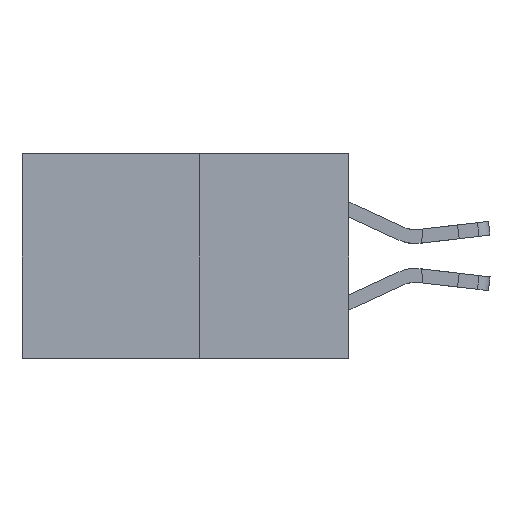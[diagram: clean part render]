
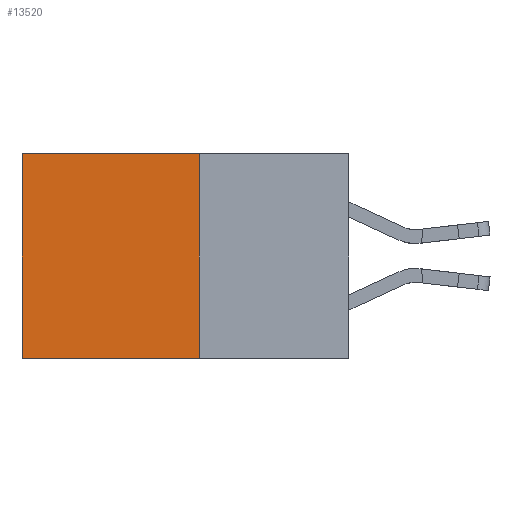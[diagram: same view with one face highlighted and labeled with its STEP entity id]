
A CAD part, left-side view. The second image highlights one B-rep face of the part: STEP entity #13520.
In plain terms, the highlighted planar face has unit normal (-1, 0, 0).
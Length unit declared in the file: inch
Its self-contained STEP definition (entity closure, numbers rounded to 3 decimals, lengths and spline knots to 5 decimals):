
#368 = EDGE_CURVE ( 'NONE', #24847, #4751, #3735, .T. ) ;
#1124 = CARTESIAN_POINT ( 'NONE',  ( 0.277, 0.27, -0.37 ) ) ;
#3125 = VECTOR ( 'NONE', #8179, 39.37008 ) ;
#3735 = LINE ( 'NONE', #26226, #25786 ) ;
#3918 = CARTESIAN_POINT ( 'NONE',  ( 0.277, 0.27, 0. ) ) ;
#3952 = EDGE_CURVE ( 'NONE', #21715, #24847, #21148, .T. ) ;
#4751 = VERTEX_POINT ( 'NONE', #13600 ) ;
#4805 = CARTESIAN_POINT ( 'NONE',  ( 0.277, 0.27, -0.37 ) ) ;
#4934 = CARTESIAN_POINT ( 'NONE',  ( 0.277, 0.59, 0. ) ) ;
#5226 = ORIENTED_EDGE ( 'NONE', *, *, #3952, .F. ) ;
#6847 = CARTESIAN_POINT ( 'NONE',  ( 0.277, 0.59, -0.37 ) ) ;
#6880 = DIRECTION ( 'NONE',  ( 0., 0., -1. ) ) ;
#8179 = DIRECTION ( 'NONE',  ( 0., 1., 0. ) ) ;
#8361 = VECTOR ( 'NONE', #21403, 39.37008 ) ;
#9442 = EDGE_CURVE ( 'NONE', #21715, #20792, #25196, .T. ) ;
#11188 = ORIENTED_EDGE ( 'NONE', *, *, #19251, .T. ) ;
#11731 = DIRECTION ( 'NONE',  ( 1., 0., 0. ) ) ;
#11807 = FACE_OUTER_BOUND ( 'NONE', #17236, .T. ) ;
#13180 = AXIS2_PLACEMENT_3D ( 'NONE', #20011, #11731, #26210 ) ;
#13520 = ADVANCED_FACE ( 'NONE', ( #11807 ), #13755, .F. ) ;
#13600 = CARTESIAN_POINT ( 'NONE',  ( 0.277, 0.59, -0.37 ) ) ;
#13755 = PLANE ( 'NONE',  #13180 ) ;
#14615 = ORIENTED_EDGE ( 'NONE', *, *, #9442, .T. ) ;
#15646 = VECTOR ( 'NONE', #6880, 39.37008 ) ;
#17236 = EDGE_LOOP ( 'NONE', ( #11188, #22727, #5226, #14615 ) ) ;
#18799 = LINE ( 'NONE', #6847, #8361 ) ;
#19251 = EDGE_CURVE ( 'NONE', #20792, #4751, #18799, .T. ) ;
#20011 = CARTESIAN_POINT ( 'NONE',  ( 0.277, 0.27, -0.37 ) ) ;
#20792 = VERTEX_POINT ( 'NONE', #4934 ) ;
#21148 = LINE ( 'NONE', #4805, #15646 ) ;
#21403 = DIRECTION ( 'NONE',  ( 0., 0., -1. ) ) ;
#21715 = VERTEX_POINT ( 'NONE', #24491 ) ;
#22727 = ORIENTED_EDGE ( 'NONE', *, *, #368, .F. ) ;
#24491 = CARTESIAN_POINT ( 'NONE',  ( 0.277, 0.27, 0. ) ) ;
#24847 = VERTEX_POINT ( 'NONE', #1124 ) ;
#25196 = LINE ( 'NONE', #3918, #3125 ) ;
#25786 = VECTOR ( 'NONE', #26580, 39.37008 ) ;
#26210 = DIRECTION ( 'NONE',  ( 0., 0., -1. ) ) ;
#26226 = CARTESIAN_POINT ( 'NONE',  ( 0.277, 0.27, -0.37 ) ) ;
#26580 = DIRECTION ( 'NONE',  ( 0., 1., 0. ) ) ;
